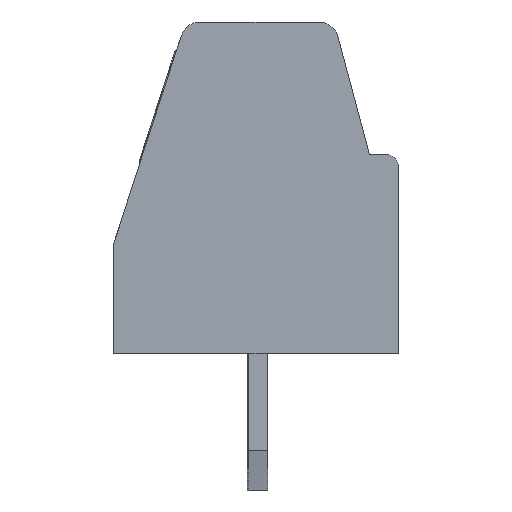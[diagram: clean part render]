
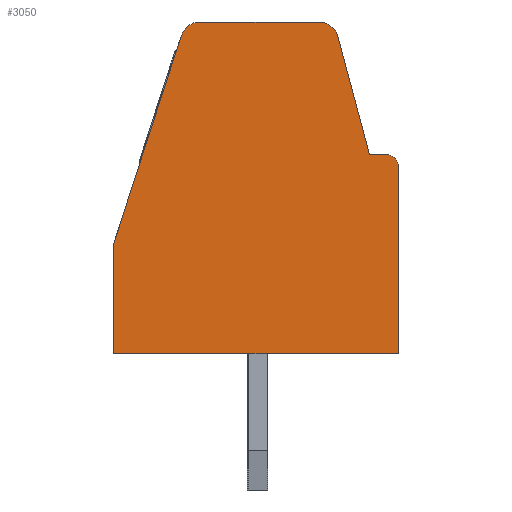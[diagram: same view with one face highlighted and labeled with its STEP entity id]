
A CAD part, left-side view. The second image highlights one B-rep face of the part: STEP entity #3050.
In plain terms, the highlighted planar face has unit normal (-1, 0, 0).
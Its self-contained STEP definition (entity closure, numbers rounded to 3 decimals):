
#3050=ADVANCED_FACE('',(#6062),#6063,.F.);
#6062=FACE_OUTER_BOUND('',#10357,.T.);
#6063=PLANE('',#10358);
#10357=EDGE_LOOP('',(#17646,#17647,#17648,#17649,#17650,#17651,#17652,#17653,#17654,#17655));
#10358=AXIS2_PLACEMENT_3D('',#17656,#17657,#17658);
#17646=ORIENTED_EDGE('',*,*,#20513,.T.);
#17647=ORIENTED_EDGE('',*,*,#20514,.T.);
#17648=ORIENTED_EDGE('',*,*,#20515,.F.);
#17649=ORIENTED_EDGE('',*,*,#20516,.T.);
#17650=ORIENTED_EDGE('',*,*,#20517,.F.);
#17651=ORIENTED_EDGE('',*,*,#20518,.F.);
#17652=ORIENTED_EDGE('',*,*,#20519,.T.);
#17653=ORIENTED_EDGE('',*,*,#20520,.F.);
#17654=ORIENTED_EDGE('',*,*,#20521,.T.);
#17655=ORIENTED_EDGE('',*,*,#20522,.F.);
#17656=CARTESIAN_POINT('',(0.0,-42.152,-35.078));
#17657=DIRECTION('',(1.0,0.,0.));
#17658=DIRECTION('',(0.,0.0,-1.0));
#20513=EDGE_CURVE('',#24188,#24189,#24190,.T.);
#20514=EDGE_CURVE('',#24189,#24191,#24192,.T.);
#20515=EDGE_CURVE('',#24193,#24191,#24194,.T.);
#20516=EDGE_CURVE('',#24193,#24195,#24196,.T.);
#20517=EDGE_CURVE('',#24197,#24195,#24198,.T.);
#20518=EDGE_CURVE('',#24199,#24197,#24200,.T.);
#20519=EDGE_CURVE('',#24199,#24201,#24202,.T.);
#20520=EDGE_CURVE('',#24203,#24201,#24204,.T.);
#20521=EDGE_CURVE('',#24203,#24205,#24206,.T.);
#20522=EDGE_CURVE('',#24188,#24205,#24207,.T.);
#24188=VERTEX_POINT('',#29904);
#24189=VERTEX_POINT('',#29905);
#24190=LINE('',#29906,#29907);
#24191=VERTEX_POINT('',#29908);
#24192=LINE('',#29909,#29910);
#24193=VERTEX_POINT('',#29911);
#24194=CIRCLE('',#29912,0.5);
#24195=VERTEX_POINT('',#29913);
#24196=LINE('',#29914,#29915);
#24197=VERTEX_POINT('',#29916);
#24198=CIRCLE('',#29917,0.5);
#24199=VERTEX_POINT('',#29918);
#24200=LINE('',#29919,#29920);
#24201=VERTEX_POINT('',#29921);
#24202=LINE('',#29922,#29923);
#24203=VERTEX_POINT('',#29924);
#24204=LINE('',#29925,#29926);
#24205=VERTEX_POINT('',#29927);
#24206=LINE('',#29928,#29929);
#24207=CIRCLE('',#29930,0.3);
#29904=CARTESIAN_POINT('',(0.,0.3,5.1));
#29905=CARTESIAN_POINT('',(0.,0.739,5.1));
#29906=CARTESIAN_POINT('',(0.,-42.152,5.1));
#29907=VECTOR('',#32134,1.0);
#29908=CARTESIAN_POINT('',(0.,1.551,8.129));
#29909=CARTESIAN_POINT('',(0.0,-10.027,-35.078));
#29910=VECTOR('',#32135,1.0);
#29911=CARTESIAN_POINT('',(0.,2.034,8.5));
#29912=AXIS2_PLACEMENT_3D('',#32136,#32137,#32138);
#29913=CARTESIAN_POINT('',(0.,5.087,8.5));
#29914=CARTESIAN_POINT('',(0.,-42.152,8.5));
#29915=VECTOR('',#32139,1.0);
#29916=CARTESIAN_POINT('',(0.,5.562,8.155));
#29917=AXIS2_PLACEMENT_3D('',#32140,#32141,#32142);
#29918=CARTESIAN_POINT('',(0.,7.3,2.806));
#29919=CARTESIAN_POINT('',(0.0,19.609,-35.078));
#29920=VECTOR('',#32143,1.0);
#29921=CARTESIAN_POINT('',(0.,7.3,0.));
#29922=CARTESIAN_POINT('',(0.0,7.3,-35.078));
#29923=VECTOR('',#32144,1.0);
#29924=CARTESIAN_POINT('',(0.,0.,0.));
#29925=CARTESIAN_POINT('',(0.,-42.152,0.0));
#29926=VECTOR('',#32145,1.0);
#29927=CARTESIAN_POINT('',(0.,0.,4.8));
#29928=CARTESIAN_POINT('',(0.0,0.0,-35.078));
#29929=VECTOR('',#32146,1.0);
#29930=AXIS2_PLACEMENT_3D('',#32147,#32148,#32149);
#32134=DIRECTION('',(0.0,1.0,0.));
#32135=DIRECTION('',(0.,0.259,0.966));
#32136=CARTESIAN_POINT('',(0.,2.034,8.));
#32137=DIRECTION('',(1.0,0.,0.));
#32138=DIRECTION('',(0.,1.0,0.));
#32139=DIRECTION('',(0.0,1.0,0.));
#32140=CARTESIAN_POINT('',(0.,5.087,8.));
#32141=DIRECTION('',(1.0,0.,0.));
#32142=DIRECTION('',(0.,1.0,0.));
#32143=DIRECTION('',(0.,-0.309,0.951));
#32144=DIRECTION('',(0.,0.,-1.0));
#32145=DIRECTION('',(0.0,1.0,0.));
#32146=DIRECTION('',(0.,0.,1.0));
#32147=CARTESIAN_POINT('',(0.,0.3,4.8));
#32148=DIRECTION('',(1.0,0.,0.));
#32149=DIRECTION('',(0.,1.0,0.));
